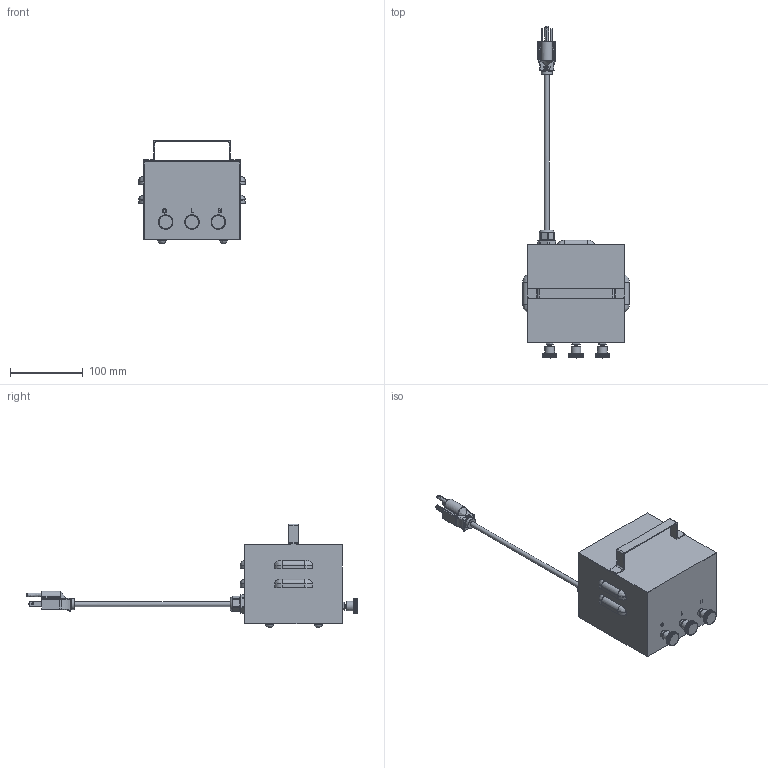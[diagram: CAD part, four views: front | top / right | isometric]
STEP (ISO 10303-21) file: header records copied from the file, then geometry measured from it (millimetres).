
FILE_DESCRIPTION(('FreeCAD Model'),'2;1');
FILE_NAME('Open CASCADE Shape Model','2025-05-03T03:50:43',('FreeCAD'),( 'FreeCAD'),'Open CASCADE STEP processor 7.6','FreeCAD','Unknown');
FILE_SCHEMA(('AUTOMOTIVE_DESIGN { 1 0 10303 214 1 1 1 1 }'));
Products named in the file (1): Open CASCADE STEP translator 7.6 1
Bounding box: 146.04 x 455.24 x 142.15 mm (x, y, z)
Volume: 139591.5 mm3; surface area: 216089.4 mm2
Topology: 21 solids, 21 shells, 6004 faces, 15636 edges, 10409 vertices
Faces by surface type: bspline 6004
Entity records: 231538 total; most frequent: CARTESIAN_POINT 134658, ORIENTED_EDGE 31258, EDGE_CURVE 15629, B_SPLINE_CURVE_WITH_KNOTS 15137, VERTEX_POINT 10409, FACE_BOUND 6776, EDGE_LOOP 6776, ADVANCED_FACE 6004
